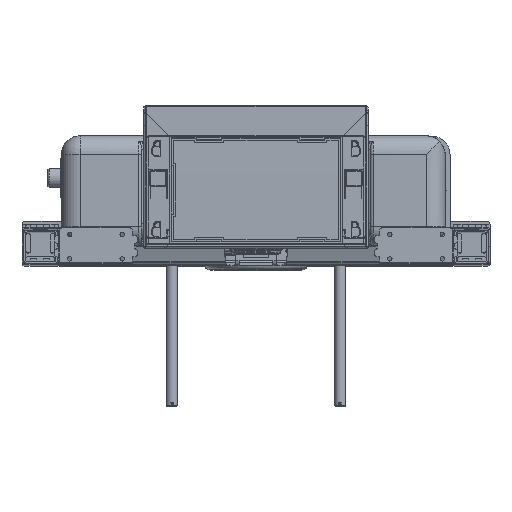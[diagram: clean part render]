
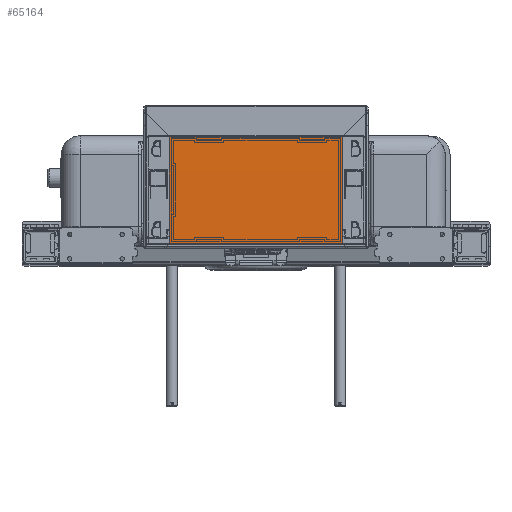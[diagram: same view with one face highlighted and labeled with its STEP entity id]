
A CAD part, top view. The second image highlights one B-rep face of the part: STEP entity #65164.
In plain terms, the highlighted cylindrical face has radius 4000 mm (diameter 8000 mm), a partial arc.
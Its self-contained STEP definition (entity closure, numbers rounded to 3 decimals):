
#5098=CIRCLE('',#71847,4000.);
#5107=CIRCLE('',#71858,4000.);
#6356=CYLINDRICAL_SURFACE('',#71857,4000.);
#9881=FACE_OUTER_BOUND('',#13829,.T.);
#13829=EDGE_LOOP('',(#58797,#58798,#58799,#58800));
#19325=LINE('',#146414,#25013);
#19327=LINE('',#146418,#25015);
#25013=VECTOR('',#89346,1.);
#25015=VECTOR('',#89350,1.);
#30993=VERTEX_POINT('',#146365);
#30994=VERTEX_POINT('',#146367);
#31016=VERTEX_POINT('',#146413);
#31017=VERTEX_POINT('',#146417);
#40322=EDGE_CURVE('',#30994,#30993,#5098,.T.);
#40345=EDGE_CURVE('',#30994,#31016,#19325,.T.);
#40347=EDGE_CURVE('',#30993,#31017,#19327,.T.);
#40348=EDGE_CURVE('',#31016,#31017,#5107,.T.);
#58797=ORIENTED_EDGE('',*,*,#40345,.F.);
#58798=ORIENTED_EDGE('',*,*,#40322,.T.);
#58799=ORIENTED_EDGE('',*,*,#40347,.T.);
#58800=ORIENTED_EDGE('',*,*,#40348,.F.);
#65164=ADVANCED_FACE('',(#9881),#6356,.T.);
#71847=AXIS2_PLACEMENT_3D('',#146368,#89312,#89313);
#71857=AXIS2_PLACEMENT_3D('',#146416,#89348,#89349);
#71858=AXIS2_PLACEMENT_3D('',#146419,#89351,#89352);
#89312=DIRECTION('center_axis',(1.,0.,0.));
#89313=DIRECTION('ref_axis',(0.,-1.,0.));
#89346=DIRECTION('',(1.,0.,0.));
#89348=DIRECTION('center_axis',(1.,0.,0.));
#89349=DIRECTION('ref_axis',(0.,1.,-0.014));
#89350=DIRECTION('',(1.,0.,0.));
#89351=DIRECTION('center_axis',(1.,0.,0.));
#89352=DIRECTION('ref_axis',(0.,-1.,0.));
#146365=CARTESIAN_POINT('',(-92.5,2.087,57.5));
#146367=CARTESIAN_POINT('',(-92.5,2.087,-57.5));
#146368=CARTESIAN_POINT('Origin',(-92.5,-3997.5,0.));
#146413=CARTESIAN_POINT('',(92.5,2.087,-57.5));
#146414=CARTESIAN_POINT('',(0.,2.087,-57.5));
#146416=CARTESIAN_POINT('Origin',(0.,-3997.5,0.));
#146417=CARTESIAN_POINT('',(92.5,2.087,57.5));
#146418=CARTESIAN_POINT('',(0.,2.087,57.5));
#146419=CARTESIAN_POINT('Origin',(92.5,-3997.5,0.));
